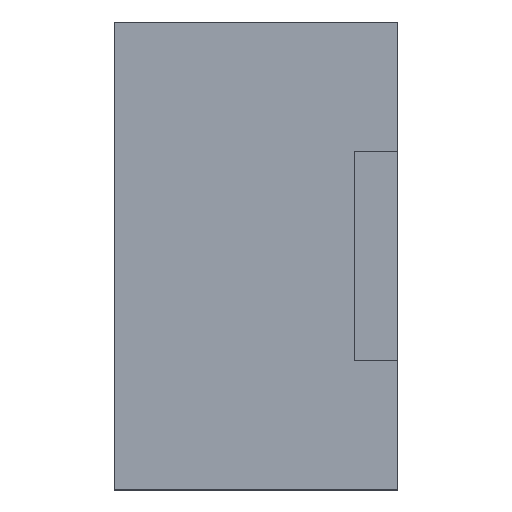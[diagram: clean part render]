
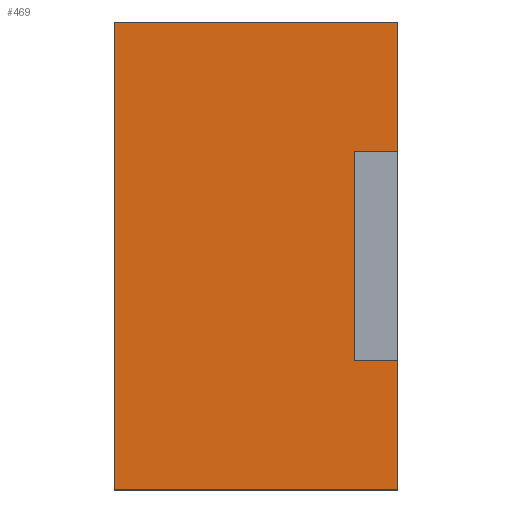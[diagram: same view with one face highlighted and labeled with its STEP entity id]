
A CAD part, left-side view. The second image highlights one B-rep face of the part: STEP entity #469.
In plain terms, the highlighted planar face has unit normal (-1, 0, 0).
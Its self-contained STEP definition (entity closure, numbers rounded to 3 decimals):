
#20 = DIRECTION ( 'NONE',  ( 0., 1., 0. ) ) ;
#42 = EDGE_LOOP ( 'NONE', ( #646, #349, #208, #357, #531, #368, #1011, #356 ) ) ;
#43 = VECTOR ( 'NONE', #1317, 1000. ) ;
#53 = DIRECTION ( 'NONE',  ( 0., 0., 1. ) ) ;
#91 = LINE ( 'NONE', #628, #43 ) ;
#99 = VERTEX_POINT ( 'NONE', #693 ) ;
#139 = VECTOR ( 'NONE', #53, 1000. ) ;
#154 = EDGE_CURVE ( 'NONE', #520, #1253, #556, .T. ) ;
#156 = EDGE_CURVE ( 'NONE', #589, #983, #91, .T. ) ;
#164 = EDGE_CURVE ( 'NONE', #669, #1253, #1071, .T. ) ;
#208 = ORIENTED_EDGE ( 'NONE', *, *, #164, .T. ) ;
#228 = CARTESIAN_POINT ( 'NONE',  ( -1.375, 1.15, 0.95 ) ) ;
#263 = AXIS2_PLACEMENT_3D ( 'NONE', #228, #1097, #686 ) ;
#294 = CARTESIAN_POINT ( 'NONE',  ( -1.375, 0., 0.95 ) ) ;
#302 = DIRECTION ( 'NONE',  ( 0., 0., 1. ) ) ;
#324 = FACE_OUTER_BOUND ( 'NONE', #42, .T. ) ;
#334 = CARTESIAN_POINT ( 'NONE',  ( -1.375, 1.15, 0.95 ) ) ;
#335 = LINE ( 'NONE', #294, #1223 ) ;
#349 = ORIENTED_EDGE ( 'NONE', *, *, #906, .T. ) ;
#356 = ORIENTED_EDGE ( 'NONE', *, *, #688, .T. ) ;
#357 = ORIENTED_EDGE ( 'NONE', *, *, #154, .F. ) ;
#362 = CARTESIAN_POINT ( 'NONE',  ( -1.375, 1.15, 0.425 ) ) ;
#368 = ORIENTED_EDGE ( 'NONE', *, *, #156, .T. ) ;
#384 = VERTEX_POINT ( 'NONE', #732 ) ;
#432 = CARTESIAN_POINT ( 'NONE',  ( -1.375, 0., 0.425 ) ) ;
#469 = ADVANCED_FACE ( 'NONE', ( #324 ), #1284, .F. ) ;
#502 = DIRECTION ( 'NONE',  ( 0., -1., 0. ) ) ;
#520 = VERTEX_POINT ( 'NONE', #1237 ) ;
#525 = EDGE_CURVE ( 'NONE', #569, #384, #768, .T. ) ;
#531 = ORIENTED_EDGE ( 'NONE', *, *, #853, .F. ) ;
#556 = LINE ( 'NONE', #623, #980 ) ;
#569 = VERTEX_POINT ( 'NONE', #850 ) ;
#583 = CARTESIAN_POINT ( 'NONE',  ( -1.375, 1.15, -0.95 ) ) ;
#589 = VERTEX_POINT ( 'NONE', #583 ) ;
#623 = CARTESIAN_POINT ( 'NONE',  ( -1.375, 1.15, 0.95 ) ) ;
#628 = CARTESIAN_POINT ( 'NONE',  ( -1.375, 1.15, -0.95 ) ) ;
#646 = ORIENTED_EDGE ( 'NONE', *, *, #525, .T. ) ;
#669 = VERTEX_POINT ( 'NONE', #432 ) ;
#686 = DIRECTION ( 'NONE',  ( 0., 0., -1. ) ) ;
#688 = EDGE_CURVE ( 'NONE', #99, #569, #1264, .T. ) ;
#693 = CARTESIAN_POINT ( 'NONE',  ( -1.375, 0., -0.425 ) ) ;
#732 = CARTESIAN_POINT ( 'NONE',  ( -1.375, 0.175, 0.425 ) ) ;
#743 = CARTESIAN_POINT ( 'NONE',  ( -1.375, 0., 0.95 ) ) ;
#746 = EDGE_CURVE ( 'NONE', #983, #99, #335, .T. ) ;
#758 = CARTESIAN_POINT ( 'NONE',  ( -1.375, 1.15, -0.425 ) ) ;
#768 = LINE ( 'NONE', #1103, #783 ) ;
#783 = VECTOR ( 'NONE', #1112, 1000. ) ;
#838 = LINE ( 'NONE', #334, #1287 ) ;
#850 = CARTESIAN_POINT ( 'NONE',  ( -1.375, 0.175, -0.425 ) ) ;
#853 = EDGE_CURVE ( 'NONE', #589, #520, #838, .T. ) ;
#906 = EDGE_CURVE ( 'NONE', #384, #669, #1326, .T. ) ;
#980 = VECTOR ( 'NONE', #502, 1000. ) ;
#983 = VERTEX_POINT ( 'NONE', #1239 ) ;
#1011 = ORIENTED_EDGE ( 'NONE', *, *, #746, .T. ) ;
#1064 = DIRECTION ( 'NONE',  ( 0., -1., 0. ) ) ;
#1071 = LINE ( 'NONE', #1213, #139 ) ;
#1097 = DIRECTION ( 'NONE',  ( 1., 0., 0. ) ) ;
#1103 = CARTESIAN_POINT ( 'NONE',  ( -1.375, 0.175, 0.95 ) ) ;
#1112 = DIRECTION ( 'NONE',  ( 0., 0., 1. ) ) ;
#1213 = CARTESIAN_POINT ( 'NONE',  ( -1.375, 0., 0.95 ) ) ;
#1223 = VECTOR ( 'NONE', #302, 1000. ) ;
#1237 = CARTESIAN_POINT ( 'NONE',  ( -1.375, 1.15, 0.95 ) ) ;
#1239 = CARTESIAN_POINT ( 'NONE',  ( -1.375, 0., -0.95 ) ) ;
#1253 = VERTEX_POINT ( 'NONE', #743 ) ;
#1261 = VECTOR ( 'NONE', #20, 1000. ) ;
#1264 = LINE ( 'NONE', #758, #1261 ) ;
#1284 = PLANE ( 'NONE',  #263 ) ;
#1287 = VECTOR ( 'NONE', #1304, 1000. ) ;
#1304 = DIRECTION ( 'NONE',  ( 0., 0., 1. ) ) ;
#1317 = DIRECTION ( 'NONE',  ( 0., -1., 0. ) ) ;
#1320 = VECTOR ( 'NONE', #1064, 1000. ) ;
#1326 = LINE ( 'NONE', #362, #1320 ) ;
